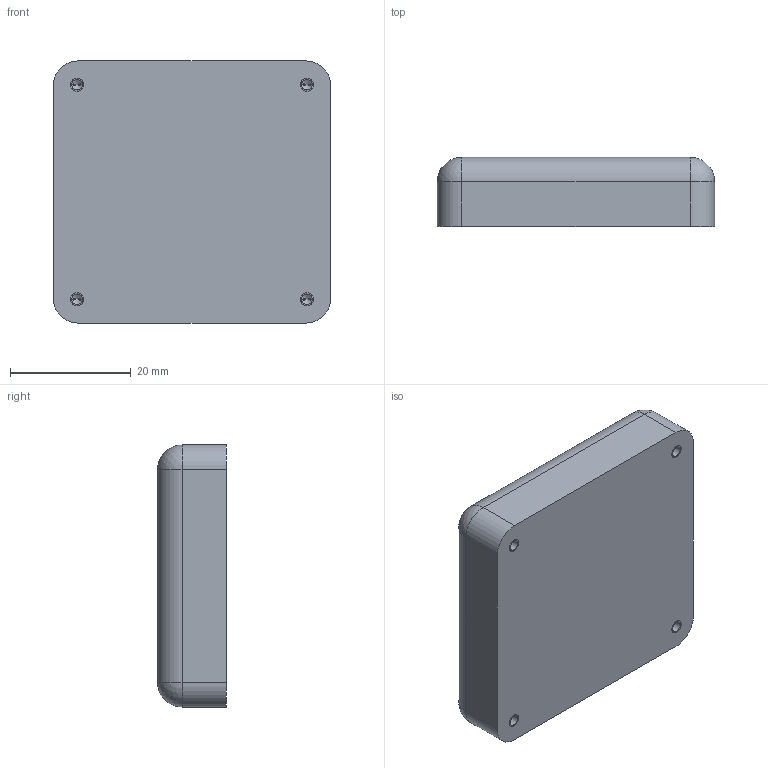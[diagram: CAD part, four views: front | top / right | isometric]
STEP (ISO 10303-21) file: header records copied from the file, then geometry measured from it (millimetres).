
FILE_DESCRIPTION((''),'2;1');
FILE_NAME('IRIDIUM_ANTENNA','2021-09-01T10:32:59',('John Schmidt'),(''),'CREO PARAMETRIC BY PTC INC, 2019224','CREO PARAMETRIC BY PTC INC, 2019224','');
FILE_SCHEMA(('CONFIG_CONTROL_DESIGN'));
Length unit declared in the file: inch
Products named in the file (1): IRIDIUM_ANTENNA
Bounding box: 45.97 x 11.43 x 43.43 mm (x, y, z)
Volume: 22033.3 mm3; surface area: 5818.8 mm2
Topology: 1 solids, 5 shells, 46 faces, 108 edges, 64 vertices
Faces by surface type: cylinder 24, plane 10, cone 8, sphere 4
Entity records: 1313 total; most frequent: DIRECTION 250, CARTESIAN_POINT 211, ORIENTED_EDGE 184, AXIS2_PLACEMENT_3D 103, EDGE_CURVE 100, VERTEX_POINT 64, CIRCLE 56, EDGE_LOOP 54
